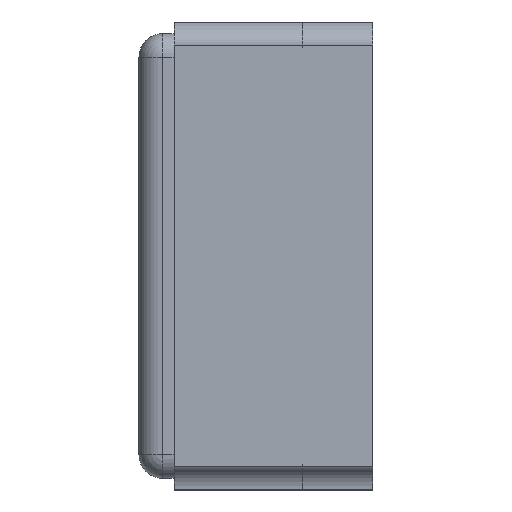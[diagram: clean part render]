
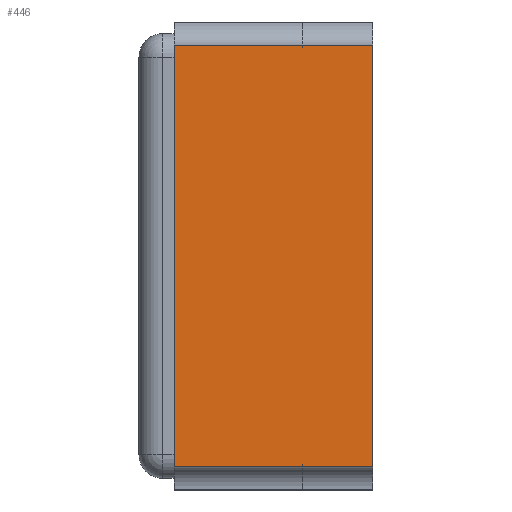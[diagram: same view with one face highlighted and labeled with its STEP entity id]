
A CAD part, left-side view. The second image highlights one B-rep face of the part: STEP entity #446.
In plain terms, the highlighted planar face has unit normal (-1, 0, 0).
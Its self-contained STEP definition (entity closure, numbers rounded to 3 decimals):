
#74 = LINE ( 'NONE', #2880, #2965 ) ;
#99 = CARTESIAN_POINT ( 'NONE',  ( -0.6, 0.15, 0.45 ) ) ;
#150 = VECTOR ( 'NONE', #2897, 1000. ) ;
#159 = VERTEX_POINT ( 'NONE', #631 ) ;
#221 = EDGE_CURVE ( 'NONE', #2612, #2826, #1951, .T. ) ;
#236 = EDGE_LOOP ( 'NONE', ( #2351, #2434, #863, #2722, #2648, #3386 ) ) ;
#246 = CARTESIAN_POINT ( 'NONE',  ( -0.6, -1.562, -0.45 ) ) ;
#365 = DIRECTION ( 'NONE',  ( 0., 1., 0. ) ) ;
#397 = DIRECTION ( 'NONE',  ( 0., 1., 0. ) ) ;
#446 = ADVANCED_FACE ( 'NONE', ( #952 ), #1224, .T. ) ;
#539 = CARTESIAN_POINT ( 'NONE',  ( -0.6, 0.425, -0.45 ) ) ;
#544 = EDGE_CURVE ( 'NONE', #2826, #1335, #3133, .T. ) ;
#582 = AXIS2_PLACEMENT_3D ( 'NONE', #2284, #3313, #1820 ) ;
#631 = CARTESIAN_POINT ( 'NONE',  ( -0.6, 0.15, -0.45 ) ) ;
#767 = CARTESIAN_POINT ( 'NONE',  ( -0.6, -1.562, 0.45 ) ) ;
#782 = DIRECTION ( 'NONE',  ( 0., 0., -1. ) ) ;
#794 = DIRECTION ( 'NONE',  ( 0., 0., 1. ) ) ;
#863 = ORIENTED_EDGE ( 'NONE', *, *, #544, .T. ) ;
#952 = FACE_OUTER_BOUND ( 'NONE', #236, .T. ) ;
#1009 = LINE ( 'NONE', #246, #150 ) ;
#1021 = EDGE_CURVE ( 'NONE', #2612, #2141, #74, .T. ) ;
#1224 = PLANE ( 'NONE',  #582 ) ;
#1263 = VECTOR ( 'NONE', #1841, 1000. ) ;
#1335 = VERTEX_POINT ( 'NONE', #2909 ) ;
#1725 = LINE ( 'NONE', #2763, #2590 ) ;
#1792 = CARTESIAN_POINT ( 'NONE',  ( -0.6, 0., 0.45 ) ) ;
#1820 = DIRECTION ( 'NONE',  ( 0., 0., 1. ) ) ;
#1841 = DIRECTION ( 'NONE',  ( 0., 1., 0. ) ) ;
#1951 = LINE ( 'NONE', #2989, #2025 ) ;
#2025 = VECTOR ( 'NONE', #365, 1000. ) ;
#2128 = EDGE_CURVE ( 'NONE', #159, #2757, #1725, .T. ) ;
#2141 = VERTEX_POINT ( 'NONE', #2337 ) ;
#2161 = EDGE_CURVE ( 'NONE', #2141, #159, #1009, .T. ) ;
#2284 = CARTESIAN_POINT ( 'NONE',  ( -0.6, -1.562, -0.45 ) ) ;
#2337 = CARTESIAN_POINT ( 'NONE',  ( -0.6, 0., -0.45 ) ) ;
#2351 = ORIENTED_EDGE ( 'NONE', *, *, #1021, .F. ) ;
#2434 = ORIENTED_EDGE ( 'NONE', *, *, #221, .T. ) ;
#2590 = VECTOR ( 'NONE', #397, 1000. ) ;
#2601 = EDGE_CURVE ( 'NONE', #2757, #1335, #3085, .T. ) ;
#2612 = VERTEX_POINT ( 'NONE', #1792 ) ;
#2648 = ORIENTED_EDGE ( 'NONE', *, *, #2128, .F. ) ;
#2672 = CARTESIAN_POINT ( 'NONE',  ( -0.6, 0.425, -0.45 ) ) ;
#2722 = ORIENTED_EDGE ( 'NONE', *, *, #2601, .F. ) ;
#2725 = VECTOR ( 'NONE', #794, 1000. ) ;
#2757 = VERTEX_POINT ( 'NONE', #2672 ) ;
#2763 = CARTESIAN_POINT ( 'NONE',  ( -0.6, -1.562, -0.45 ) ) ;
#2826 = VERTEX_POINT ( 'NONE', #99 ) ;
#2880 = CARTESIAN_POINT ( 'NONE',  ( -0.6, 0., -0.45 ) ) ;
#2897 = DIRECTION ( 'NONE',  ( 0., 1., 0. ) ) ;
#2909 = CARTESIAN_POINT ( 'NONE',  ( -0.6, 0.425, 0.45 ) ) ;
#2965 = VECTOR ( 'NONE', #782, 1000. ) ;
#2989 = CARTESIAN_POINT ( 'NONE',  ( -0.6, -1.562, 0.45 ) ) ;
#3085 = LINE ( 'NONE', #539, #2725 ) ;
#3133 = LINE ( 'NONE', #767, #1263 ) ;
#3313 = DIRECTION ( 'NONE',  ( -1., 0., 0. ) ) ;
#3386 = ORIENTED_EDGE ( 'NONE', *, *, #2161, .F. ) ;
